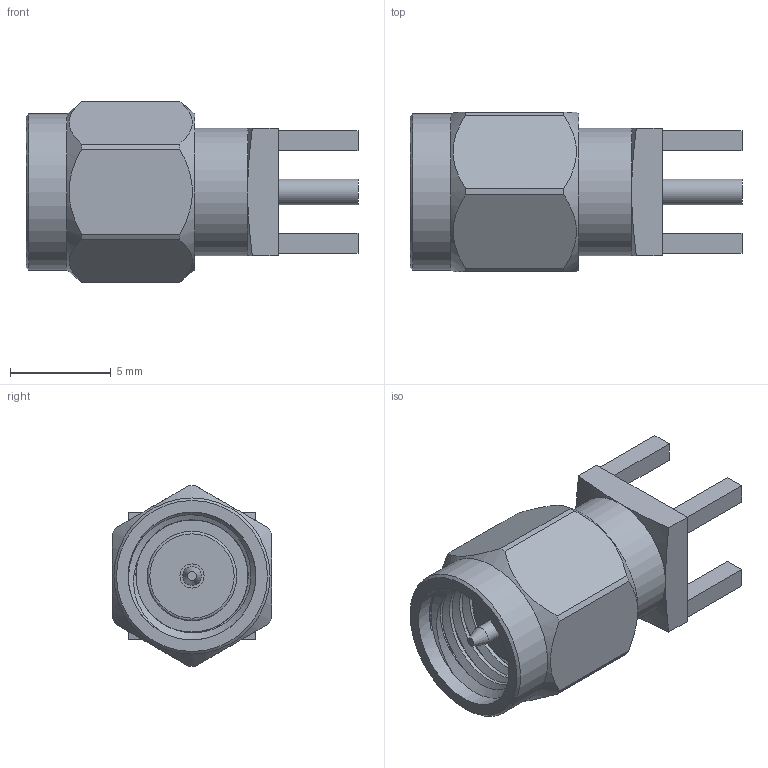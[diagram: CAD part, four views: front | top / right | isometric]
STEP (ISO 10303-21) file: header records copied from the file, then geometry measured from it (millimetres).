
FILE_DESCRIPTION (( 'STEP AP203' ), '1' );
FILE_NAME ('PE4525.step', '2020-05-05T21:27:09', ( '' ), ( '' ), 'SwSTEP 2.0', 'SolidWorks 2018', '' );
FILE_SCHEMA (( 'CONFIG_CONTROL_DESIGN' ));
Length unit declared in the file: inch
Products named in the file (1): PE4525
Bounding box: 16.51 x 7.94 x 8.99 mm (x, y, z)
Volume: 496.1 mm3; surface area: 685.4 mm2
Topology: 1 solids, 1 shells, 72 faces, 183 edges, 124 vertices
Faces by surface type: plane 39, cylinder 20, cone 9, bspline 4
Full cylindrical faces by diameter (mm): 0.94 x1, 1.194 x1, 1.27 x1, 4.445 x1, 4.572 x1, 6.35 x7, 7.762 x1
Entity records: 4087 total; most frequent: CARTESIAN_POINT 2519, ORIENTED_EDGE 322, DIRECTION 264, EDGE_CURVE 161, VERTEX_POINT 121, AXIS2_PLACEMENT_3D 98, EDGE_LOOP 90, FACE_OUTER_BOUND 75
